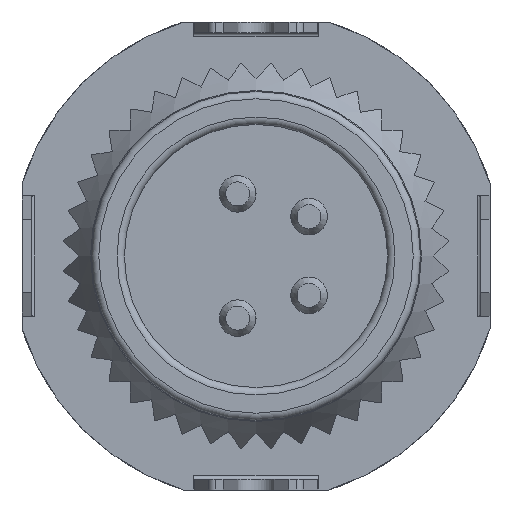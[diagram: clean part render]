
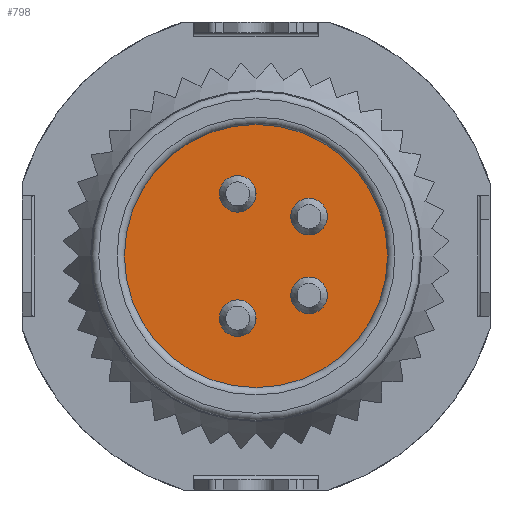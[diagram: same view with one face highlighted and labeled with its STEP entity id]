
A CAD part, left-side view. The second image highlights one B-rep face of the part: STEP entity #798.
In plain terms, the highlighted planar face has unit normal (-1, 0, 0).
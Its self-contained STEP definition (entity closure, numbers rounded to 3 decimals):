
#204=PLANE('',#6064);
#391=FACE_BOUND('',#1534,.T.);
#392=FACE_BOUND('',#1535,.T.);
#393=FACE_BOUND('',#1536,.T.);
#394=FACE_BOUND('',#1537,.T.);
#395=FACE_BOUND('',#1538,.T.);
#798=ADVANCED_FACE('',(#391,#392,#393,#394,#395),#204,.T.);
#1534=EDGE_LOOP('',(#2850));
#1535=EDGE_LOOP('',(#2851));
#1536=EDGE_LOOP('',(#2852));
#1537=EDGE_LOOP('',(#2853));
#1538=EDGE_LOOP('',(#2854));
#1866=CIRCLE('',#6055,0.5);
#1867=CIRCLE('',#6057,0.5);
#1868=CIRCLE('',#6059,0.5);
#1869=CIRCLE('',#6061,0.5);
#1870=CIRCLE('',#6063,3.6);
#2850=ORIENTED_EDGE('',*,*,#4629,.T.);
#2851=ORIENTED_EDGE('',*,*,#4628,.T.);
#2852=ORIENTED_EDGE('',*,*,#4627,.T.);
#2853=ORIENTED_EDGE('',*,*,#4626,.T.);
#2854=ORIENTED_EDGE('',*,*,#4630,.T.);
#3949=VERTEX_POINT('',#9644);
#3950=VERTEX_POINT('',#9647);
#3951=VERTEX_POINT('',#9650);
#3952=VERTEX_POINT('',#9653);
#3953=VERTEX_POINT('',#9656);
#4626=EDGE_CURVE('',#3949,#3949,#1866,.T.);
#4627=EDGE_CURVE('',#3950,#3950,#1867,.T.);
#4628=EDGE_CURVE('',#3951,#3951,#1868,.T.);
#4629=EDGE_CURVE('',#3952,#3952,#1869,.T.);
#4630=EDGE_CURVE('',#3953,#3953,#1870,.T.);
#6055=AXIS2_PLACEMENT_3D('',#9643,#7209,#7210);
#6057=AXIS2_PLACEMENT_3D('',#9646,#7213,#7214);
#6059=AXIS2_PLACEMENT_3D('',#9649,#7217,#7218);
#6061=AXIS2_PLACEMENT_3D('',#9652,#7221,#7222);
#6063=AXIS2_PLACEMENT_3D('',#9655,#7225,#7226);
#6064=AXIS2_PLACEMENT_3D('',#9657,#7227,#7228);
#7209=DIRECTION('',(1.,0.,0.));
#7210=DIRECTION('',(0.,0.,1.));
#7213=DIRECTION('',(1.,0.,0.));
#7214=DIRECTION('',(0.,0.,1.));
#7217=DIRECTION('',(1.,0.,0.));
#7218=DIRECTION('',(0.,0.,1.));
#7221=DIRECTION('',(1.,0.,0.));
#7222=DIRECTION('',(0.,0.,1.));
#7225=DIRECTION('',(-1.,0.,0.));
#7226=DIRECTION('',(0.,0.,1.));
#7227=DIRECTION('',(-1.,0.,0.));
#7228=DIRECTION('',(0.,0.,1.));
#9643=CARTESIAN_POINT('',(0.2,-1.45,1.075));
#9644=CARTESIAN_POINT('',(0.2,-1.45,1.575));
#9646=CARTESIAN_POINT('',(0.2,-1.45,-1.075));
#9647=CARTESIAN_POINT('',(0.2,-1.45,-0.575));
#9649=CARTESIAN_POINT('',(0.2,0.5,-1.7));
#9650=CARTESIAN_POINT('',(0.2,0.5,-1.2));
#9652=CARTESIAN_POINT('',(0.2,0.5,1.7));
#9653=CARTESIAN_POINT('',(0.2,0.5,2.2));
#9655=CARTESIAN_POINT('',(0.2,0.,0.));
#9656=CARTESIAN_POINT('',(0.2,0.,3.6));
#9657=CARTESIAN_POINT('',(0.2,0.,0.));
